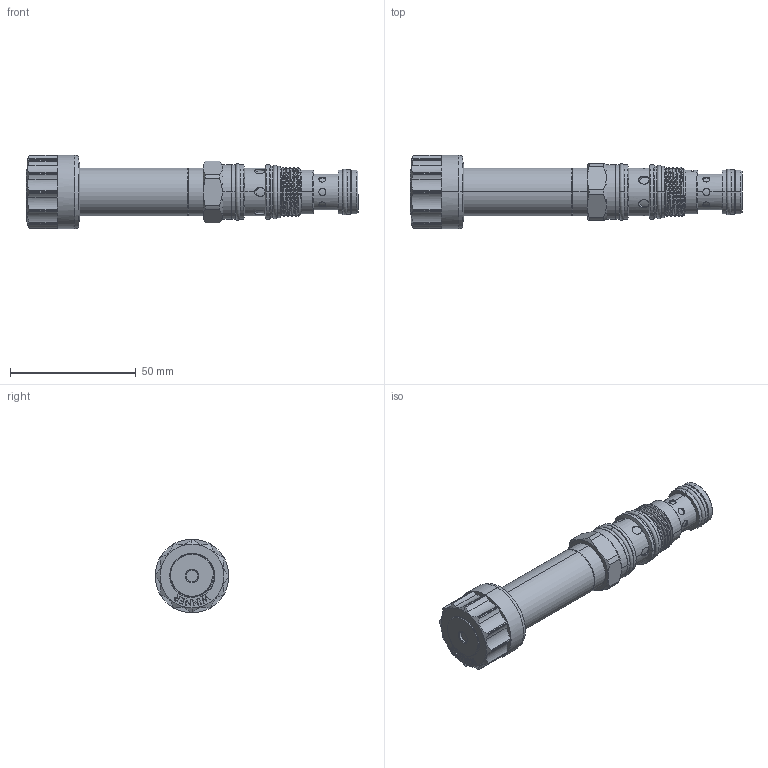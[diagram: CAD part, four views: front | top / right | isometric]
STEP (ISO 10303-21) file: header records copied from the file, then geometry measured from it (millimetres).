
FILE_DESCRIPTION (( 'STEP AP203' ), '1' );
FILE_NAME ('PPD11A3D-P74-1.STEP', '2024-06-06T05:52:43', ( '' ), ( '' ), 'SwSTEP 2.0', 'SolidWorks 2018', '' );
FILE_SCHEMA (( 'CONFIG_CONTROL_DESIGN' ));
Length unit declared in the file: millimetre
Products named in the file (1): PPD11A3D-P74-1
Bounding box: 131.8 x 29.2 x 29.2 mm (x, y, z)
Volume: 44234 mm3; surface area: 12163.3 mm2
Topology: 2 solids, 2 shells, 407 faces, 1017 edges, 652 vertices
Faces by surface type: cylinder 183, plane 119, cone 53, torus 38, bspline 14
Entity records: 16897 total; most frequent: CARTESIAN_POINT 7292, ORIENTED_EDGE 2034, DIRECTION 1945, EDGE_CURVE 1017, AXIS2_PLACEMENT_3D 760, VERTEX_POINT 652, EDGE_LOOP 449, VECTOR 425
